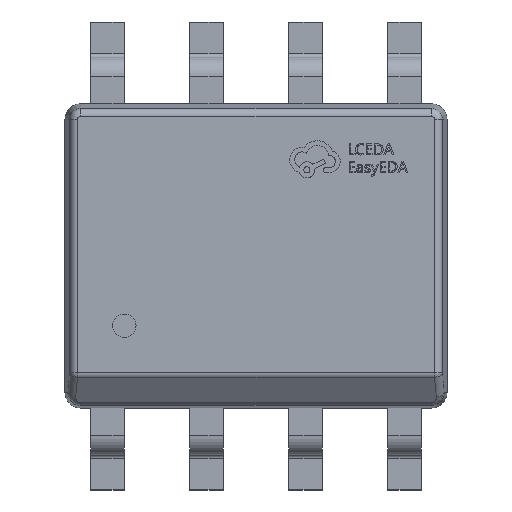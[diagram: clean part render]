
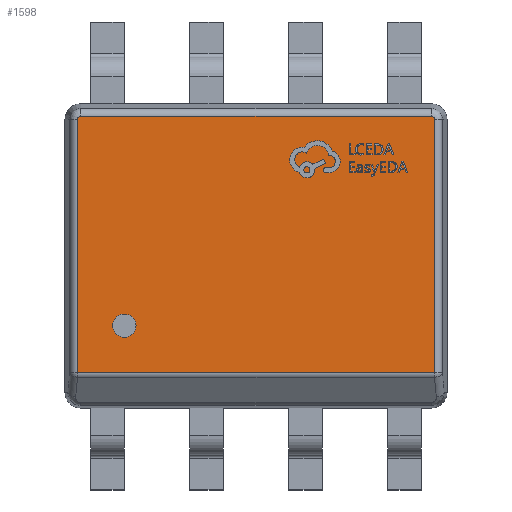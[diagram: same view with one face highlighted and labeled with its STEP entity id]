
A CAD part, top view. The second image highlights one B-rep face of the part: STEP entity #1598.
In plain terms, the highlighted planar face has unit normal (0, 0, 1).
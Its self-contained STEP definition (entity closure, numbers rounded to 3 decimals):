
#163 = VERTEX_POINT('',#164);
#164 = CARTESIAN_POINT('',(-1.538,-0.897,
    1.5));
#170 = EDGE_CURVE('',#171,#163,#173,.T.);
#171 = VERTEX_POINT('',#172);
#172 = CARTESIAN_POINT('',(-1.838,-0.897,
    1.5));
#173 = CIRCLE('',#174,0.15);
#174 = AXIS2_PLACEMENT_3D('',#175,#176,#177);
#175 = CARTESIAN_POINT('',(-1.688,-0.897,
    1.5));
#176 = DIRECTION('',(0.,0.,1.));
#177 = DIRECTION('',(1.,0.,-0.));
#1598 = ADVANCED_FACE('',(#1599,#1609),#1661,.T.);
#1599 = FACE_BOUND('',#1600,.T.);
#1600 = EDGE_LOOP('',(#1601,#1608));
#1601 = ORIENTED_EDGE('',*,*,#1602,.F.);
#1602 = EDGE_CURVE('',#163,#171,#1603,.T.);
#1603 = CIRCLE('',#1604,0.15);
#1604 = AXIS2_PLACEMENT_3D('',#1605,#1606,#1607);
#1605 = CARTESIAN_POINT('',(-1.688,-0.897,
    1.5));
#1606 = DIRECTION('',(0.,0.,1.));
#1607 = DIRECTION('',(1.,0.,-0.));
#1608 = ORIENTED_EDGE('',*,*,#170,.F.);
#1609 = FACE_BOUND('',#1610,.T.);
#1610 = EDGE_LOOP('',(#1611,#1621,#1629,#1637,#1646,#1654));
#1611 = ORIENTED_EDGE('',*,*,#1612,.T.);
#1612 = EDGE_CURVE('',#1613,#1615,#1617,.T.);
#1613 = VERTEX_POINT('',#1614);
#1614 = CARTESIAN_POINT('',(-2.288,1.75,1.5
    ));
#1615 = VERTEX_POINT('',#1616);
#1616 = CARTESIAN_POINT('',(-2.288,-1.497,
    1.5));
#1617 = LINE('',#1618,#1619);
#1618 = CARTESIAN_POINT('',(-2.288,-1.532,
    1.5));
#1619 = VECTOR('',#1620,1.);
#1620 = DIRECTION('',(0.,-1.,0.));
#1621 = ORIENTED_EDGE('',*,*,#1622,.T.);
#1622 = EDGE_CURVE('',#1615,#1623,#1625,.T.);
#1623 = VERTEX_POINT('',#1624);
#1624 = CARTESIAN_POINT('',(2.288,-1.497,
    1.5));
#1625 = LINE('',#1626,#1627);
#1626 = CARTESIAN_POINT('',(-2.25,-1.497,
    1.5));
#1627 = VECTOR('',#1628,1.);
#1628 = DIRECTION('',(1.,0.,0.));
#1629 = ORIENTED_EDGE('',*,*,#1630,.T.);
#1630 = EDGE_CURVE('',#1623,#1631,#1633,.T.);
#1631 = VERTEX_POINT('',#1632);
#1632 = CARTESIAN_POINT('',(2.288,1.75,1.5)
  );
#1633 = LINE('',#1634,#1635);
#1634 = CARTESIAN_POINT('',(2.288,1.75,1.5)
  );
#1635 = VECTOR('',#1636,1.);
#1636 = DIRECTION('',(0.,1.,0.));
#1637 = ORIENTED_EDGE('',*,*,#1638,.T.);
#1638 = EDGE_CURVE('',#1631,#1639,#1641,.T.);
#1639 = VERTEX_POINT('',#1640);
#1640 = CARTESIAN_POINT('',(2.25,1.788,1.5
    ));
#1641 = CIRCLE('',#1642,0.038);
#1642 = AXIS2_PLACEMENT_3D('',#1643,#1644,#1645);
#1643 = CARTESIAN_POINT('',(2.25,1.75,1.5)
  );
#1644 = DIRECTION('',(0.,0.,1.));
#1645 = DIRECTION('',(1.,0.,-0.));
#1646 = ORIENTED_EDGE('',*,*,#1647,.T.);
#1647 = EDGE_CURVE('',#1639,#1648,#1650,.T.);
#1648 = VERTEX_POINT('',#1649);
#1649 = CARTESIAN_POINT('',(-2.25,1.788,
    1.5));
#1650 = LINE('',#1651,#1652);
#1651 = CARTESIAN_POINT('',(-2.25,1.788,
    1.5));
#1652 = VECTOR('',#1653,1.);
#1653 = DIRECTION('',(-1.,0.,0.));
#1654 = ORIENTED_EDGE('',*,*,#1655,.T.);
#1655 = EDGE_CURVE('',#1648,#1613,#1656,.T.);
#1656 = CIRCLE('',#1657,0.038);
#1657 = AXIS2_PLACEMENT_3D('',#1658,#1659,#1660);
#1658 = CARTESIAN_POINT('',(-2.25,1.75,1.5
    ));
#1659 = DIRECTION('',(0.,0.,1.));
#1660 = DIRECTION('',(1.,0.,-0.));
#1661 = PLANE('',#1662);
#1662 = AXIS2_PLACEMENT_3D('',#1663,#1664,#1665);
#1663 = CARTESIAN_POINT('',(-2.25,-1.75,
    1.5));
#1664 = DIRECTION('',(0.,0.,1.));
#1665 = DIRECTION('',(1.,0.,-0.));
